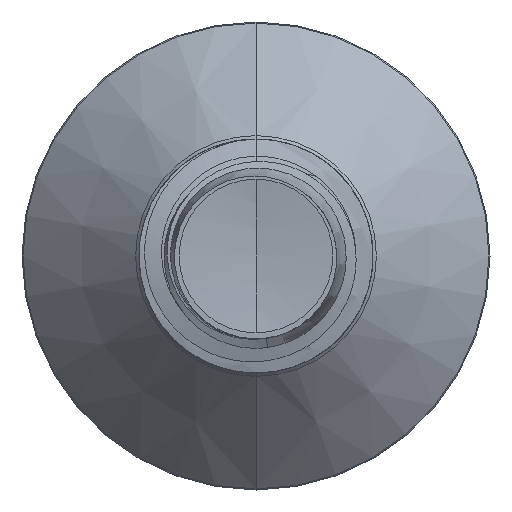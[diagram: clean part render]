
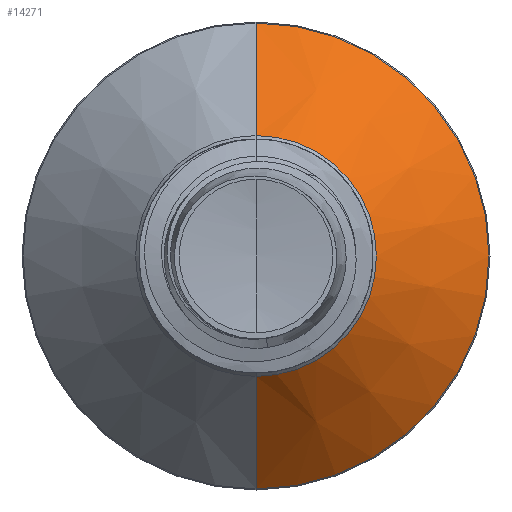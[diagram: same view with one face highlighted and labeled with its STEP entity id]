
A CAD part, front view. The second image highlights one B-rep face of the part: STEP entity #14271.
In plain terms, the highlighted conical face has half-angle 45 degrees and reference radius 3.088 mm.
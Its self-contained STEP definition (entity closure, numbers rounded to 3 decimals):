
#5842 = CARTESIAN_POINT ( 'NONE',  ( 0., 31.239, -3.089 ) ) ;
#7615 = DIRECTION ( 'NONE',  ( 0., 1., 0. ) ) ;
#9062 = DIRECTION ( 'NONE',  ( 0., 1., 0. ) ) ;
#9539 = EDGE_CURVE ( 'NONE', #28457, #32478, #21639, .T. ) ;
#14271 = ADVANCED_FACE ( 'NONE', ( #44446 ), #43065, .T. ) ;
#16908 = VERTEX_POINT ( 'NONE', #57683 ) ;
#19580 = ORIENTED_EDGE ( 'NONE', *, *, #22542, .F. ) ;
#20035 = ORIENTED_EDGE ( 'NONE', *, *, #9539, .F. ) ;
#20212 = CARTESIAN_POINT ( 'NONE',  ( 0., 34.124, 0. ) ) ;
#20579 = AXIS2_PLACEMENT_3D ( 'NONE', #20212, #52351, #25068 ) ;
#20755 = ORIENTED_EDGE ( 'NONE', *, *, #24162, .T. ) ;
#21445 = EDGE_CURVE ( 'NONE', #16908, #26477, #43009, .T. ) ;
#21475 = ORIENTED_EDGE ( 'NONE', *, *, #21445, .T. ) ;
#21639 = CIRCLE ( 'NONE', #20579, 5.974 ) ;
#22542 = EDGE_CURVE ( 'NONE', #16908, #28457, #51737, .T. ) ;
#24162 = EDGE_CURVE ( 'NONE', #26477, #32478, #40815, .T. ) ;
#25068 = DIRECTION ( 'NONE',  ( 0., 0., 1. ) ) ;
#25959 = CARTESIAN_POINT ( 'NONE',  ( 0., 34.124, 5.974 ) ) ;
#26477 = VERTEX_POINT ( 'NONE', #29827 ) ;
#27221 = EDGE_LOOP ( 'NONE', ( #21475, #20755, #20035, #19580 ) ) ;
#28287 = VECTOR ( 'NONE', #39431, 1000. ) ;
#28457 = VERTEX_POINT ( 'NONE', #25959 ) ;
#28513 = DIRECTION ( 'NONE',  ( 0., 0.707, 0.707 ) ) ;
#29827 = CARTESIAN_POINT ( 'NONE',  ( 0., 31.239, -3.089 ) ) ;
#32478 = VERTEX_POINT ( 'NONE', #44490 ) ;
#33030 = CARTESIAN_POINT ( 'NONE',  ( 0., 31.239, 0. ) ) ;
#36421 = CARTESIAN_POINT ( 'NONE',  ( 0., 31.239, 0. ) ) ;
#37806 = DIRECTION ( 'NONE',  ( 0., 0., 1. ) ) ;
#38742 = VECTOR ( 'NONE', #28513, 1000. ) ;
#38955 = AXIS2_PLACEMENT_3D ( 'NONE', #36421, #7615, #41081 ) ;
#39431 = DIRECTION ( 'NONE',  ( 0., 0.707, -0.707 ) ) ;
#40815 = LINE ( 'NONE', #5842, #28287 ) ;
#41081 = DIRECTION ( 'NONE',  ( 0., 0., 1. ) ) ;
#43009 = CIRCLE ( 'NONE', #38955, 3.089 ) ;
#43065 = CONICAL_SURFACE ( 'NONE', #48155, 3.089, 0.785 ) ;
#44446 = FACE_OUTER_BOUND ( 'NONE', #27221, .T. ) ;
#44490 = CARTESIAN_POINT ( 'NONE',  ( 0., 34.124, -5.974 ) ) ;
#48155 = AXIS2_PLACEMENT_3D ( 'NONE', #33030, #9062, #37806 ) ;
#51737 = LINE ( 'NONE', #59443, #38742 ) ;
#52351 = DIRECTION ( 'NONE',  ( 0., 1., 0. ) ) ;
#57683 = CARTESIAN_POINT ( 'NONE',  ( 0., 31.239, 3.089 ) ) ;
#59443 = CARTESIAN_POINT ( 'NONE',  ( 0., 31.239, 3.089 ) ) ;
